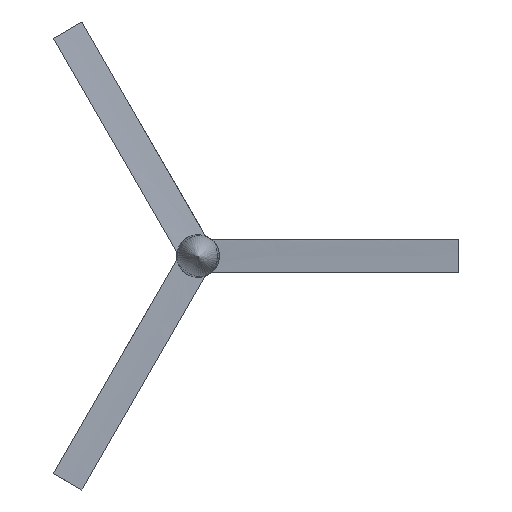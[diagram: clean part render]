
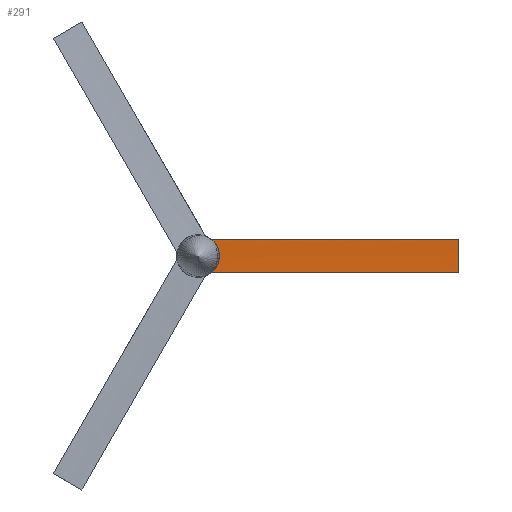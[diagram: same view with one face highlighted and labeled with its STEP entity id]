
A CAD part, front view. The second image highlights one B-rep face of the part: STEP entity #291.
In plain terms, the highlighted free-form (B-spline) face has degree [3, 1] with [9, 2] control points.
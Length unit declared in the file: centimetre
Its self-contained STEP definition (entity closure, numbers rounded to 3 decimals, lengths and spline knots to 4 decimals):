
#31=B_SPLINE_CURVE_WITH_KNOTS('',3,(#514,#515,#516,#517,#518,#519,#520,
#521,#522,#523,#524,#525,#526,#527,#528,#529,#530,#531,#532),
 .UNSPECIFIED.,.F.,.F.,(4,1,1,1,1,1,1,1,1,1,1,1,1,1,1,1,4),(0.,0.0022,
0.0034,0.0045,0.0056,0.0061,
0.0067,0.0073,0.0078,0.0081,
0.0084,0.0085,0.0087,0.0088,
0.0089,0.0089,0.0089),
 .UNSPECIFIED.);
#32=B_SPLINE_CURVE_WITH_KNOTS('',3,(#534,#535,#536,#537),.UNSPECIFIED.,
 .F.,.F.,(4,4),(0.,0.007),.UNSPECIFIED.);
#33=B_SPLINE_CURVE_WITH_KNOTS('',6,(#538,#539,#540,#541,#542,#543,#544),
 .UNSPECIFIED.,.F.,.F.,(7,7),(0.,1.),.PIECEWISE_BEZIER_KNOTS.);
#47=B_SPLINE_SURFACE_WITH_KNOTS('',3,1,((#496,#497),(#498,#499),(#500,#501),
(#502,#503),(#504,#505),(#506,#507),(#508,#509),(#510,#511),(#512,#513)),
 .SURF_OF_LINEAR_EXTRUSION.,.F.,.F.,.F.,(4,1,1,1,1,1,4),(2,2),(0.,0.125,
0.25,0.375,0.5,0.75,1.),(0.,1.),.UNSPECIFIED.);
#57=LINE('',#437,#69);
#58=LINE('',#487,#70);
#69=VECTOR('',#376,100.);
#70=VECTOR('',#377,100.);
#88=ORIENTED_EDGE('',*,*,#165,.F.);
#89=ORIENTED_EDGE('',*,*,#166,.T.);
#90=ORIENTED_EDGE('',*,*,#160,.F.);
#91=ORIENTED_EDGE('',*,*,#167,.F.);
#92=ORIENTED_EDGE('',*,*,#163,.T.);
#160=EDGE_CURVE('',#199,#197,#57,.T.);
#163=EDGE_CURVE('',#202,#201,#58,.T.);
#165=EDGE_CURVE('',#203,#201,#31,.T.);
#166=EDGE_CURVE('',#203,#197,#32,.T.);
#167=EDGE_CURVE('',#202,#199,#33,.T.);
#197=VERTEX_POINT('',#432);
#199=VERTEX_POINT('',#436);
#201=VERTEX_POINT('',#486);
#202=VERTEX_POINT('',#488);
#203=VERTEX_POINT('',#533);
#231=EDGE_LOOP('',(#88,#89,#90,#91,#92));
#255=FACE_BOUND('',#231,.T.);
#291=ADVANCED_FACE('',(#255),#47,.F.);
#376=DIRECTION('',(-1.,0.,0.));
#377=DIRECTION('',(-1.,0.,0.));
#432=CARTESIAN_POINT('',(0.5665,-12.2904,11.6344));
#436=CARTESIAN_POINT('',(11.,-12.2904,11.6344));
#437=CARTESIAN_POINT('',(11.,-12.2904,11.6344));
#486=CARTESIAN_POINT('',(0.5697,-12.4069,13.0299));
#487=CARTESIAN_POINT('',(11.,-12.4069,13.0299));
#488=CARTESIAN_POINT('',(11.,-12.4069,13.0299));
#496=CARTESIAN_POINT('',(11.,-12.4069,13.0299));
#497=CARTESIAN_POINT('',(0.5039,-12.4069,13.0299));
#498=CARTESIAN_POINT('',(11.,-12.4087,13.0297));
#499=CARTESIAN_POINT('',(0.5039,-12.4087,13.0297));
#500=CARTESIAN_POINT('',(11.,-12.4033,12.9529));
#501=CARTESIAN_POINT('',(0.5039,-12.4033,12.9529));
#502=CARTESIAN_POINT('',(11.,-12.3871,12.7785));
#503=CARTESIAN_POINT('',(0.5039,-12.3871,12.7785));
#504=CARTESIAN_POINT('',(11.,-12.3713,12.6185));
#505=CARTESIAN_POINT('',(0.5039,-12.3713,12.6185));
#506=CARTESIAN_POINT('',(11.,-12.3531,12.4407));
#507=CARTESIAN_POINT('',(0.5039,-12.3531,12.4407));
#508=CARTESIAN_POINT('',(11.,-12.3321,12.2294));
#509=CARTESIAN_POINT('',(0.5039,-12.3321,12.2294));
#510=CARTESIAN_POINT('',(11.,-12.3046,11.8792));
#511=CARTESIAN_POINT('',(0.5039,-12.3046,11.8792));
#512=CARTESIAN_POINT('',(11.,-12.2904,11.6344));
#513=CARTESIAN_POINT('',(0.5039,-12.2904,11.6344));
#514=CARTESIAN_POINT('',(0.8944,-12.3337,12.2335));
#515=CARTESIAN_POINT('',(0.9028,-12.3403,12.3082));
#516=CARTESIAN_POINT('',(0.9013,-12.3509,12.4192));
#517=CARTESIAN_POINT('',(0.8717,-12.366,12.5666));
#518=CARTESIAN_POINT('',(0.8361,-12.3767,12.6724));
#519=CARTESIAN_POINT('',(0.7961,-12.3848,12.756));
#520=CARTESIAN_POINT('',(0.7574,-12.391,12.8205));
#521=CARTESIAN_POINT('',(0.7254,-12.3953,12.8669));
#522=CARTESIAN_POINT('',(0.6906,-12.3993,12.9112));
#523=CARTESIAN_POINT('',(0.6593,-12.4023,12.9464));
#524=CARTESIAN_POINT('',(0.6329,-12.4044,12.9733));
#525=CARTESIAN_POINT('',(0.6158,-12.4056,12.9896));
#526=CARTESIAN_POINT('',(0.6019,-12.4065,13.0023));
#527=CARTESIAN_POINT('',(0.5913,-12.4071,13.0117));
#528=CARTESIAN_POINT('',(0.5825,-12.4072,13.0193));
#529=CARTESIAN_POINT('',(0.5759,-12.4077,13.0248));
#530=CARTESIAN_POINT('',(0.5727,-12.407,13.0274));
#531=CARTESIAN_POINT('',(0.5699,-12.4081,13.0298));
#532=CARTESIAN_POINT('',(0.5697,-12.4069,13.0299));
#533=CARTESIAN_POINT('',(0.8944,-12.3337,12.2335));
#534=CARTESIAN_POINT('',(0.8944,-12.3337,12.2335));
#535=CARTESIAN_POINT('',(0.8682,-12.3132,11.9999));
#536=CARTESIAN_POINT('',(0.7497,-12.299,11.7828));
#537=CARTESIAN_POINT('',(0.5665,-12.2904,11.6344));
#538=CARTESIAN_POINT('',(11.,-12.4069,13.0299));
#539=CARTESIAN_POINT('',(11.,-12.414,13.0291));
#540=CARTESIAN_POINT('',(11.,-12.3617,12.5171));
#541=CARTESIAN_POINT('',(11.,-12.3579,12.487));
#542=CARTESIAN_POINT('',(11.,-12.3481,12.4012));
#543=CARTESIAN_POINT('',(11.,-12.3188,12.1241));
#544=CARTESIAN_POINT('',(11.,-12.2904,11.6344));
